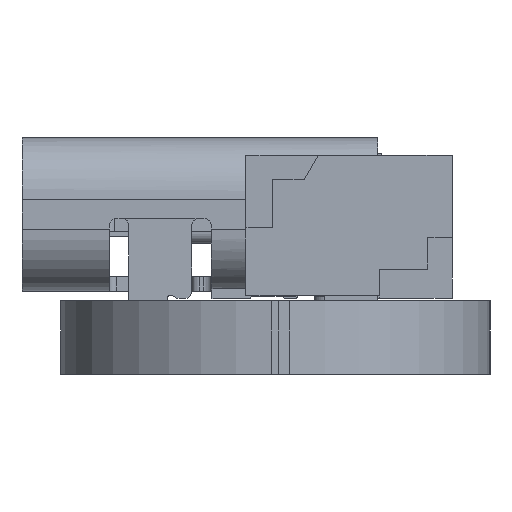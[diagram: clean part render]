
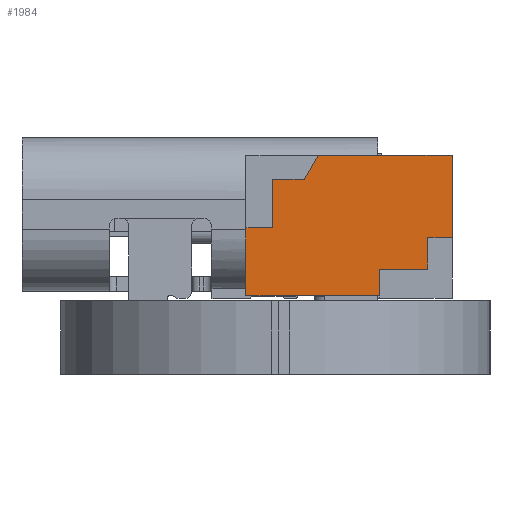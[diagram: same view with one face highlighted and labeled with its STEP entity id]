
A CAD part, left-side view. The second image highlights one B-rep face of the part: STEP entity #1984.
In plain terms, the highlighted planar face has unit normal (-1, 0, 0).
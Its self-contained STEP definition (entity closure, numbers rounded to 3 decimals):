
#1595 = VERTEX_POINT('',#1596);
#1596 = CARTESIAN_POINT('',(-3.,1.555,3.895));
#1675 = VERTEX_POINT('',#1676);
#1676 = CARTESIAN_POINT('',(-3.,3.255,3.895));
#1682 = EDGE_CURVE('',#1675,#1595,#1683,.T.);
#1683 = LINE('',#1684,#1685);
#1684 = CARTESIAN_POINT('',(-3.,3.255,3.895));
#1685 = VECTOR('',#1686,1.);
#1686 = DIRECTION('',(0.,-1.,0.));
#1984 = ADVANCED_FACE('',(#1985),#2074,.F.);
#1985 = FACE_BOUND('',#1986,.T.);
#1986 = EDGE_LOOP('',(#1987,#1997,#2005,#2013,#2021,#2029,#2037,#2043,
    #2044,#2052,#2060,#2068));
#1987 = ORIENTED_EDGE('',*,*,#1988,.T.);
#1988 = EDGE_CURVE('',#1989,#1991,#1993,.T.);
#1989 = VERTEX_POINT('',#1990);
#1990 = CARTESIAN_POINT('',(-3.,1.755,0.195));
#1991 = VERTEX_POINT('',#1992);
#1992 = CARTESIAN_POINT('',(-3.,1.755,-0.355));
#1993 = LINE('',#1994,#1995);
#1994 = CARTESIAN_POINT('',(-3.,1.755,0.195));
#1995 = VECTOR('',#1996,1.);
#1996 = DIRECTION('',(0.,0.,-1.));
#1997 = ORIENTED_EDGE('',*,*,#1998,.T.);
#1998 = EDGE_CURVE('',#1991,#1999,#2001,.T.);
#1999 = VERTEX_POINT('',#2000);
#2000 = CARTESIAN_POINT('',(-3.,0.355,-0.355));
#2001 = LINE('',#2002,#2003);
#2002 = CARTESIAN_POINT('',(-3.,3.255,-0.355));
#2003 = VECTOR('',#2004,1.);
#2004 = DIRECTION('',(0.,-1.,0.));
#2005 = ORIENTED_EDGE('',*,*,#2006,.T.);
#2006 = EDGE_CURVE('',#1999,#2007,#2009,.T.);
#2007 = VERTEX_POINT('',#2008);
#2008 = CARTESIAN_POINT('',(-3.,0.355,2.395));
#2009 = LINE('',#2010,#2011);
#2010 = CARTESIAN_POINT('',(-3.,0.355,-0.355));
#2011 = VECTOR('',#2012,1.);
#2012 = DIRECTION('',(0.,0.,1.));
#2013 = ORIENTED_EDGE('',*,*,#2014,.T.);
#2014 = EDGE_CURVE('',#2007,#2015,#2017,.T.);
#2015 = VERTEX_POINT('',#2016);
#2016 = CARTESIAN_POINT('',(-3.,0.905,2.395));
#2017 = LINE('',#2018,#2019);
#2018 = CARTESIAN_POINT('',(-3.,0.905,2.395));
#2019 = VECTOR('',#2020,1.);
#2020 = DIRECTION('',(0.,1.,0.));
#2021 = ORIENTED_EDGE('',*,*,#2022,.T.);
#2022 = EDGE_CURVE('',#2015,#2023,#2025,.T.);
#2023 = VERTEX_POINT('',#2024);
#2024 = CARTESIAN_POINT('',(-3.,0.905,3.395));
#2025 = LINE('',#2026,#2027);
#2026 = CARTESIAN_POINT('',(-3.,0.905,3.395));
#2027 = VECTOR('',#2028,1.);
#2028 = DIRECTION('',(0.,0.,1.));
#2029 = ORIENTED_EDGE('',*,*,#2030,.T.);
#2030 = EDGE_CURVE('',#2023,#2031,#2033,.T.);
#2031 = VERTEX_POINT('',#2032);
#2032 = CARTESIAN_POINT('',(-3.,1.555,3.395));
#2033 = LINE('',#2034,#2035);
#2034 = CARTESIAN_POINT('',(-3.,1.555,3.395));
#2035 = VECTOR('',#2036,1.);
#2036 = DIRECTION('',(0.,1.,0.));
#2037 = ORIENTED_EDGE('',*,*,#2038,.T.);
#2038 = EDGE_CURVE('',#2031,#1595,#2039,.T.);
#2039 = LINE('',#2040,#2041);
#2040 = CARTESIAN_POINT('',(-3.,1.555,3.895));
#2041 = VECTOR('',#2042,1.);
#2042 = DIRECTION('',(0.,0.,1.));
#2043 = ORIENTED_EDGE('',*,*,#1682,.F.);
#2044 = ORIENTED_EDGE('',*,*,#2045,.F.);
#2045 = EDGE_CURVE('',#2046,#1675,#2048,.T.);
#2046 = VERTEX_POINT('',#2047);
#2047 = CARTESIAN_POINT('',(-3.,3.255,1.134));
#2048 = LINE('',#2049,#2050);
#2049 = CARTESIAN_POINT('',(-3.,3.255,-0.355));
#2050 = VECTOR('',#2051,1.);
#2051 = DIRECTION('',(0.,0.,1.));
#2052 = ORIENTED_EDGE('',*,*,#2053,.T.);
#2053 = EDGE_CURVE('',#2046,#2054,#2056,.T.);
#2054 = VERTEX_POINT('',#2055);
#2055 = CARTESIAN_POINT('',(-3.,2.755,0.845));
#2056 = LINE('',#2057,#2058);
#2057 = CARTESIAN_POINT('',(-3.,2.755,0.845));
#2058 = VECTOR('',#2059,1.);
#2059 = DIRECTION('',(0.,-0.866,-0.5));
#2060 = ORIENTED_EDGE('',*,*,#2061,.T.);
#2061 = EDGE_CURVE('',#2054,#2062,#2064,.T.);
#2062 = VERTEX_POINT('',#2063);
#2063 = CARTESIAN_POINT('',(-3.,2.755,0.195));
#2064 = LINE('',#2065,#2066);
#2065 = CARTESIAN_POINT('',(-3.,2.755,0.195));
#2066 = VECTOR('',#2067,1.);
#2067 = DIRECTION('',(0.,0.,-1.));
#2068 = ORIENTED_EDGE('',*,*,#2069,.T.);
#2069 = EDGE_CURVE('',#2062,#1989,#2070,.T.);
#2070 = LINE('',#2071,#2072);
#2071 = CARTESIAN_POINT('',(-3.,2.755,0.195));
#2072 = VECTOR('',#2073,1.);
#2073 = DIRECTION('',(0.,-1.,0.));
#2074 = PLANE('',#2075);
#2075 = AXIS2_PLACEMENT_3D('',#2076,#2077,#2078);
#2076 = CARTESIAN_POINT('',(-3.,3.255,-0.355));
#2077 = DIRECTION('',(1.,0.,0.));
#2078 = DIRECTION('',(0.,1.,0.));
